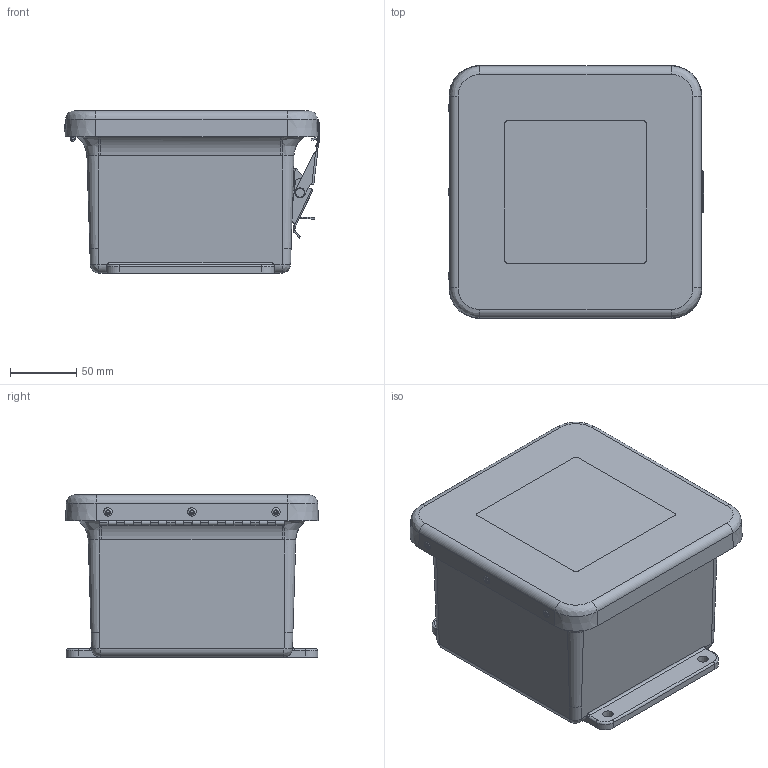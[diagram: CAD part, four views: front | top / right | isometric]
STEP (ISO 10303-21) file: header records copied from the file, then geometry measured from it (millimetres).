
FILE_DESCRIPTION (( 'STEP AP214' ), '1' );
FILE_NAME ('MW606HPL.STEP', '2018-11-07T12:49:49', ( '' ), ( '' ), 'SwSTEP 2.0', 'SolidWorks 2018', '' );
FILE_SCHEMA (( 'AUTOMOTIVE_DESIGN' ));
Length unit declared in the file: inch
Products named in the file (1): MW606HPL
Bounding box: 193.41 x 191.13 x 122.52 mm (x, y, z)
Volume: 664432.4 mm3; surface area: 345470.4 mm2
Topology: 26 solids, 26 shells, 658 faces, 1624 edges, 1039 vertices
Faces by surface type: cylinder 270, plane 264, bspline 88, cone 36
Full cylindrical faces by diameter (mm): 2.159 x23, 2.64 x4, 3.048 x1, 3.175 x9, 3.302 x2, 3.327 x5, 3.429 x9, 3.556 x11, 3.861 x5, 3.962 x7, 4.306 x2, 5.537 x4, 6.35 x5, 6.858 x4, 7.62 x2, 9.525 x1
Entity records: 32109 total; most frequent: CARTESIAN_POINT 8327, ORIENTED_EDGE 2976, DIRECTION 2931, EDGE_CURVE 1488, AXIS2_PLACEMENT_3D 1090, VERTEX_POINT 1017, EDGE_LOOP 927, FACE_OUTER_BOUND 760
